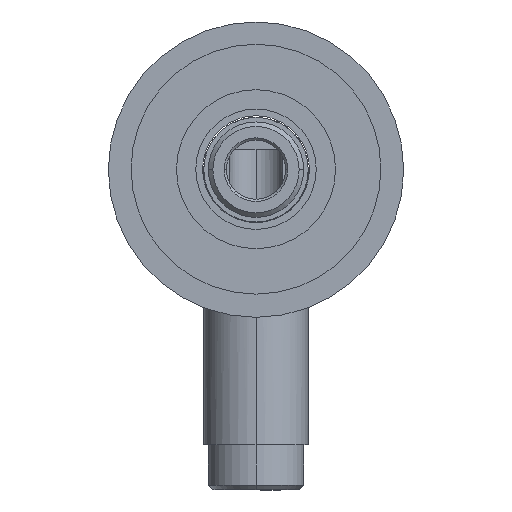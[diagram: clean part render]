
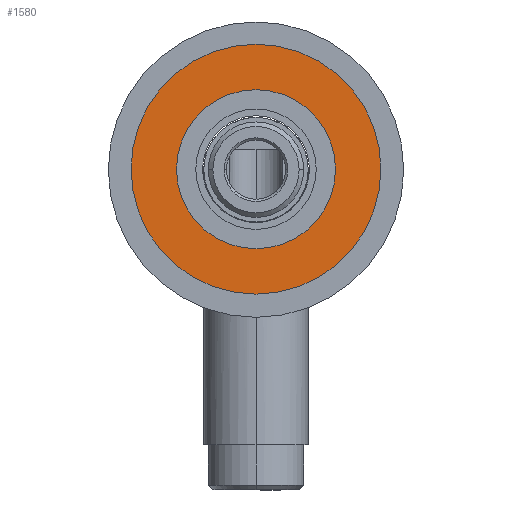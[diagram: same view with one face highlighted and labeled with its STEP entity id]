
A CAD part, left-side view. The second image highlights one B-rep face of the part: STEP entity #1580.
In plain terms, the highlighted face is planar.
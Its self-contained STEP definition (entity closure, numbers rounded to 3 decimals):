
#1479=CARTESIAN_POINT('Vertex',(2.,27.5,0.)) ;
#1493=CARTESIAN_POINT('Vertex',(2.,-27.5,0.)) ;
#1496=CARTESIAN_POINT('Axis2P3D Location',(2.,0.,0.)) ;
#1513=CARTESIAN_POINT('Axis2P3D Location',(2.,0.,0.)) ;
#1553=CARTESIAN_POINT('Axis2P3D Location',(2.,0.,0.)) ;
#1562=CARTESIAN_POINT('Axis2P3D Location',(2.,0.,0.)) ;
#1566=CARTESIAN_POINT('Vertex',(2.,-17.5,0.)) ;
#1568=CARTESIAN_POINT('Vertex',(2.,17.5,0.)) ;
#1571=CARTESIAN_POINT('Axis2P3D Location',(2.,0.,0.)) ;
#1497=DIRECTION('Axis2P3D Direction',(1.,0.,0.)) ;
#1514=DIRECTION('Axis2P3D Direction',(1.,0.,0.)) ;
#1554=DIRECTION('Axis2P3D Direction',(1.,0.,0.)) ;
#1555=DIRECTION('Axis2P3D XDirection',(0.,1.,0.)) ;
#1563=DIRECTION('Axis2P3D Direction',(1.,0.,0.)) ;
#1572=DIRECTION('Axis2P3D Direction',(1.,0.,0.)) ;
#1498=AXIS2_PLACEMENT_3D('Circle Axis2P3D',#1496,#1497,$) ;
#1515=AXIS2_PLACEMENT_3D('Circle Axis2P3D',#1513,#1514,$) ;
#1556=AXIS2_PLACEMENT_3D('Plane Axis2P3D',#1553,#1554,#1555) ;
#1564=AXIS2_PLACEMENT_3D('Circle Axis2P3D',#1562,#1563,$) ;
#1573=AXIS2_PLACEMENT_3D('Circle Axis2P3D',#1571,#1572,$) ;
#1499=CIRCLE('generated circle',#1498,27.5) ;
#1516=CIRCLE('generated circle',#1515,27.5) ;
#1565=CIRCLE('generated circle',#1564,17.5) ;
#1574=CIRCLE('generated circle',#1573,17.5) ;
#1557=PLANE('',#1556) ;
#1579=FACE_BOUND('',#1576,.T.) ;
#1500=EDGE_CURVE('',#1480,#1494,#1499,.T.) ;
#1517=EDGE_CURVE('',#1494,#1480,#1516,.T.) ;
#1570=EDGE_CURVE('',#1567,#1569,#1565,.T.) ;
#1575=EDGE_CURVE('',#1569,#1567,#1574,.T.) ;
#1559=ORIENTED_EDGE('',*,*,#1500,.T.) ;
#1560=ORIENTED_EDGE('',*,*,#1517,.T.) ;
#1577=ORIENTED_EDGE('',*,*,#1570,.F.) ;
#1578=ORIENTED_EDGE('',*,*,#1575,.F.) ;
#1558=EDGE_LOOP('',(#1559,#1560)) ;
#1576=EDGE_LOOP('',(#1577,#1578)) ;
#1480=VERTEX_POINT('',#1479) ;
#1494=VERTEX_POINT('',#1493) ;
#1567=VERTEX_POINT('',#1566) ;
#1569=VERTEX_POINT('',#1568) ;
#1580=ADVANCED_FACE('PartBody',(#1561,#1579),#1557,.T.) ;
#1561=FACE_OUTER_BOUND('',#1558,.T.) ;
